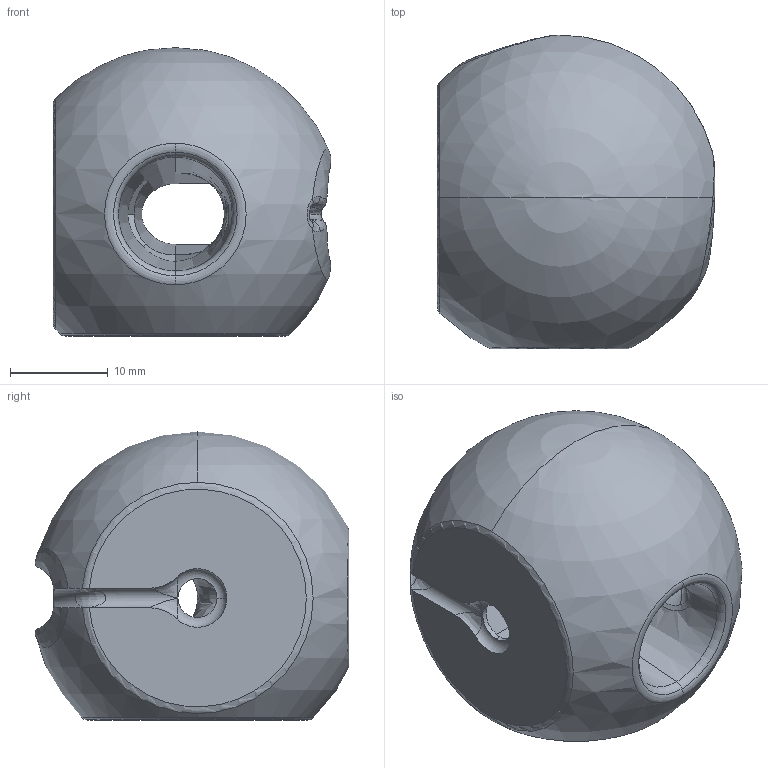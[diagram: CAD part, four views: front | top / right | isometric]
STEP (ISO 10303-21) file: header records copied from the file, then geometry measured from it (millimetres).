
FILE_DESCRIPTION((''),'2;1');
FILE_NAME('OBMP-FAH-1830','2023-10-12T14:38:35',('ccha425'),('Department of Mechanical Engineering, The University of Auckland'),'CREO PARAMETRIC BY PTC INC, 2017260','CREO PARAMETRIC BY PTC INC, 2017260','');
FILE_SCHEMA(('CONFIG_CONTROL_DESIGN'));
Length unit declared in the file: millimetre
Products named in the file (1): OBMP-FAH-1830
Bounding box: 28.41 x 32.08 x 29.5 mm (x, y, z)
Volume: 14320.2 mm3; surface area: 4687 mm2
Topology: 1 solids, 1 shells, 68 faces, 202 edges, 126 vertices
Faces by surface type: bspline 21, plane 18, torus 14, cylinder 9, cone 3, sphere 3
Entity records: 5948 total; most frequent: CARTESIAN_POINT 4306, ORIENTED_EDGE 392, DIRECTION 256, EDGE_CURVE 196, VERTEX_POINT 126, AXIS2_PLACEMENT_3D 106, B_SPLINE_CURVE_WITH_KNOTS 93, EDGE_LOOP 72
